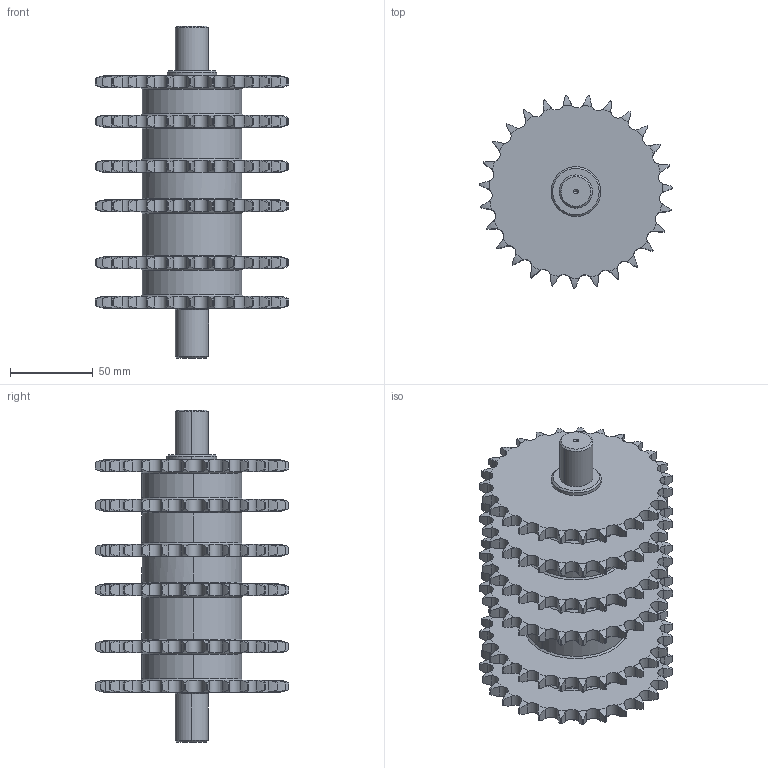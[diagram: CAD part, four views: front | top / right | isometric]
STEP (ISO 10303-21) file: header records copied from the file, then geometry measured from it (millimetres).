
FILE_DESCRIPTION (( 'STEP AP214' ), '1' );
FILE_NAME ('intermédiaire tendeur de puissance V2.STEP', '2024-01-01T19:02:44', ( 'Romain' ), ( '' ), 'SwSTEP 2.0', 'SolidWorks 2016', '' );
FILE_SCHEMA (( 'AUTOMOTIVE_DESIGN' ));
Length unit declared in the file: millimetre
Products named in the file (1): intermédiaire tendeur de puissance V2
Bounding box: 116.58 x 116.5 x 200 mm (x, y, z)
Volume: 674703.3 mm3; surface area: 121802.8 mm2
Topology: 1 solids, 1 shells, 1099 faces, 3244 edges, 2158 vertices
Faces by surface type: cylinder 730, torus 324, cone 30, plane 15
Entity records: 52960 total; most frequent: CARTESIAN_POINT 13674, ORIENTED_EDGE 6480, DIRECTION 5256, EDGE_CURVE 3240, AXIS2_PLACEMENT_3D 2248, VERTEX_POINT 2158, B_SPLINE_CURVE_WITH_KNOTS 1332, CIRCLE 1148
